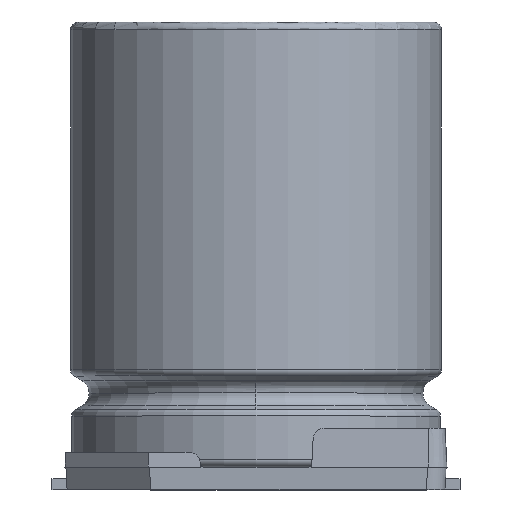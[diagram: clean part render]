
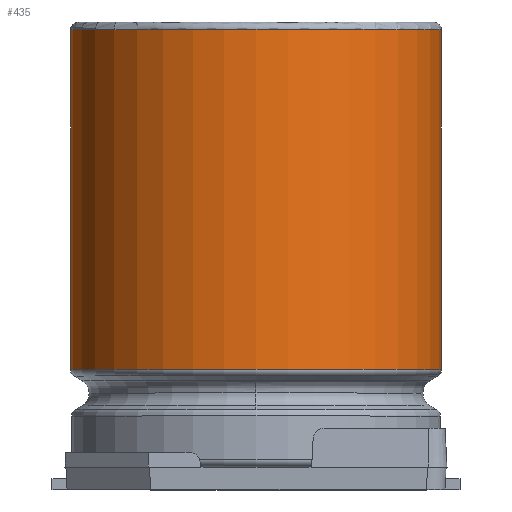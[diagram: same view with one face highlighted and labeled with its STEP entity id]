
A CAD part, top view. The second image highlights one B-rep face of the part: STEP entity #435.
In plain terms, the highlighted cylindrical face has radius 5 mm (diameter 10 mm), a partial arc.
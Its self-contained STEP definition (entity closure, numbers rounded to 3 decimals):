
#2 = CARTESIAN_POINT ( 'NONE',  ( 5., 3.235, 0. ) ) ;
#229 = EDGE_CURVE ( 'NONE', #1259, #3324, #2105, .T. ) ;
#435 = ADVANCED_FACE ( 'NONE', ( #3353 ), #2467, .T. ) ;
#603 = VECTOR ( 'NONE', #1592, 1000. ) ;
#626 = CARTESIAN_POINT ( 'NONE',  ( -5., 3.235, 0. ) ) ;
#837 = DIRECTION ( 'NONE',  ( 1., 0., 0. ) ) ;
#914 = ORIENTED_EDGE ( 'NONE', *, *, #1493, .T. ) ;
#937 = CIRCLE ( 'NONE', #2778, 5. ) ;
#939 = DIRECTION ( 'NONE',  ( 0., 1., 0. ) ) ;
#1092 = VECTOR ( 'NONE', #2926, 1000. ) ;
#1192 = VERTEX_POINT ( 'NONE', #1922 ) ;
#1259 = VERTEX_POINT ( 'NONE', #2 ) ;
#1299 = AXIS2_PLACEMENT_3D ( 'NONE', #2709, #2372, #2003 ) ;
#1314 = VERTEX_POINT ( 'NONE', #626 ) ;
#1493 = EDGE_CURVE ( 'NONE', #3324, #1192, #937, .T. ) ;
#1592 = DIRECTION ( 'NONE',  ( 0., -1., 0. ) ) ;
#1922 = CARTESIAN_POINT ( 'NONE',  ( -5., 12.4, 0. ) ) ;
#2003 = DIRECTION ( 'NONE',  ( 1., 0., 0. ) ) ;
#2105 = LINE ( 'NONE', #3555, #1092 ) ;
#2252 = EDGE_LOOP ( 'NONE', ( #3845, #2634, #914, #4086 ) ) ;
#2285 = EDGE_CURVE ( 'NONE', #1314, #1259, #3710, .T. ) ;
#2372 = DIRECTION ( 'NONE',  ( 0., -1., 0. ) ) ;
#2442 = LINE ( 'NONE', #2942, #603 ) ;
#2467 = CYLINDRICAL_SURFACE ( 'NONE', #1299, 5. ) ;
#2634 = ORIENTED_EDGE ( 'NONE', *, *, #229, .T. ) ;
#2672 = CARTESIAN_POINT ( 'NONE',  ( 5., 12.4, 0. ) ) ;
#2709 = CARTESIAN_POINT ( 'NONE',  ( 0., 0.6, 0. ) ) ;
#2778 = AXIS2_PLACEMENT_3D ( 'NONE', #2854, #3850, #837 ) ;
#2854 = CARTESIAN_POINT ( 'NONE',  ( 0., 12.4, 0. ) ) ;
#2926 = DIRECTION ( 'NONE',  ( 0., 1., 0. ) ) ;
#2942 = CARTESIAN_POINT ( 'NONE',  ( -5., 0.6, 0. ) ) ;
#2970 = CARTESIAN_POINT ( 'NONE',  ( 0., 3.235, 0. ) ) ;
#3100 = EDGE_CURVE ( 'NONE', #1192, #1314, #2442, .T. ) ;
#3296 = DIRECTION ( 'NONE',  ( 1., 0., 0. ) ) ;
#3324 = VERTEX_POINT ( 'NONE', #2672 ) ;
#3353 = FACE_OUTER_BOUND ( 'NONE', #2252, .T. ) ;
#3555 = CARTESIAN_POINT ( 'NONE',  ( 5., 0.6, 0. ) ) ;
#3561 = AXIS2_PLACEMENT_3D ( 'NONE', #2970, #939, #3296 ) ;
#3710 = CIRCLE ( 'NONE', #3561, 5. ) ;
#3845 = ORIENTED_EDGE ( 'NONE', *, *, #2285, .T. ) ;
#3850 = DIRECTION ( 'NONE',  ( 0., -1., 0. ) ) ;
#4086 = ORIENTED_EDGE ( 'NONE', *, *, #3100, .T. ) ;
